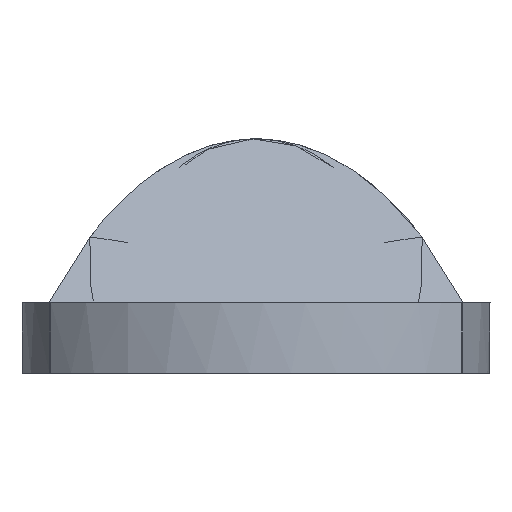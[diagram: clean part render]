
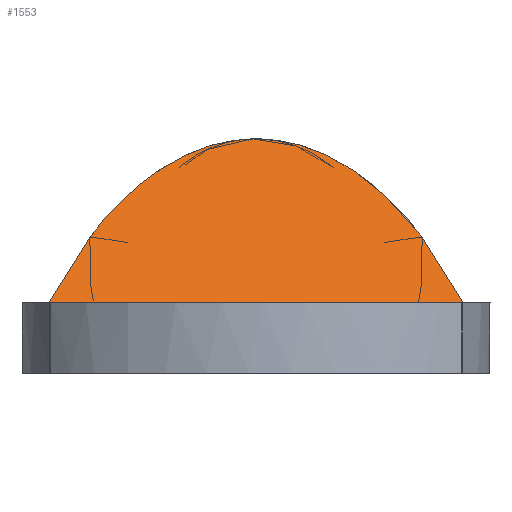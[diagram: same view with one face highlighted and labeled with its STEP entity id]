
A CAD part, left-side view. The second image highlights one B-rep face of the part: STEP entity #1553.
In plain terms, the highlighted free-form (B-spline) face has degree [1, 1] with [2, 2] control points.
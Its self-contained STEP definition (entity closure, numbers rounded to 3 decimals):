
#436=CARTESIAN_POINT('',(-5.0,0.0,4.0));
#437=VERTEX_POINT('',#436);
#908=CARTESIAN_POINT('',(-3.515,3.524,1.228));
#909=VERTEX_POINT('',#908);
#915=CARTESIAN_POINT('',(-3.5,3.536,1.2));
#916=VERTEX_POINT('',#915);
#917=CARTESIAN_POINT('',(-3.5,3.536,1.2));
#918=CARTESIAN_POINT('',(-3.508,3.531,1.215));
#919=CARTESIAN_POINT('',(-3.515,3.524,1.228));
#927=(BOUNDED_CURVE()B_SPLINE_CURVE(2,(#917,#918,#919),.UNSPECIFIED.,.F.,.U.)CURVE()GEOMETRIC_REPRESENTATION_ITEM()QUASI_UNIFORM_CURVE()RATIONAL_B_SPLINE_CURVE((1.0,0.995,1.0))REPRESENTATION_ITEM(''));
#928=EDGE_CURVE('',#916,#909,#927,.T.);
#991=CARTESIAN_POINT('',(-3.5,-3.536,1.2));
#992=VERTEX_POINT('',#991);
#1006=CARTESIAN_POINT('',(-3.515,-3.524,1.228));
#1007=VERTEX_POINT('',#1006);
#1008=CARTESIAN_POINT('',(-3.515,-3.524,1.228));
#1009=CARTESIAN_POINT('',(-3.508,-3.531,1.215));
#1010=CARTESIAN_POINT('',(-3.5,-3.536,1.2));
#1018=(BOUNDED_CURVE()B_SPLINE_CURVE(2,(#1008,#1009,#1010),.UNSPECIFIED.,.F.,.U.)CURVE()GEOMETRIC_REPRESENTATION_ITEM()QUASI_UNIFORM_CURVE()RATIONAL_B_SPLINE_CURVE((1.0,0.995,1.0))REPRESENTATION_ITEM(''));
#1019=EDGE_CURVE('',#1007,#992,#1018,.T.);
#1079=CARTESIAN_POINT('',(-4.102,-2.835,2.323));
#1080=VERTEX_POINT('',#1079);
#1081=CARTESIAN_POINT('',(-5.0,0.0,4.0));
#1082=CARTESIAN_POINT('',(-5.,-1.56,4.));
#1083=CARTESIAN_POINT('',(-4.102,-2.835,2.323));
#1091=(BOUNDED_CURVE()B_SPLINE_CURVE(2,(#1081,#1082,#1083),.UNSPECIFIED.,.F.,.U.)CURVE()GEOMETRIC_REPRESENTATION_ITEM()QUASI_UNIFORM_CURVE()RATIONAL_B_SPLINE_CURVE((1.0,0.953,1.0))REPRESENTATION_ITEM(''));
#1092=EDGE_CURVE('',#437,#1080,#1091,.T.);
#1407=CARTESIAN_POINT('',(-4.102,2.835,2.323));
#1408=VERTEX_POINT('',#1407);
#1494=CARTESIAN_POINT('',(-4.102,2.835,2.323));
#1495=CARTESIAN_POINT('',(-5.,1.56,4.));
#1496=CARTESIAN_POINT('',(-5.0,0.0,4.0));
#1504=(BOUNDED_CURVE()B_SPLINE_CURVE(2,(#1494,#1495,#1496),.UNSPECIFIED.,.F.,.U.)CURVE()GEOMETRIC_REPRESENTATION_ITEM()QUASI_UNIFORM_CURVE()RATIONAL_B_SPLINE_CURVE((1.0,0.953,1.0))REPRESENTATION_ITEM(''));
#1505=EDGE_CURVE('',#1408,#437,#1504,.T.);
#1511=CARTESIAN_POINT('',(-5.075,-3.889,4.14));
#1512=CARTESIAN_POINT('',(-3.425,-3.889,1.06));
#1513=CARTESIAN_POINT('',(-5.075,3.889,4.14));
#1514=CARTESIAN_POINT('',(-3.425,3.889,1.06));
#1515=B_SPLINE_SURFACE_WITH_KNOTS('',1,1,((#1511,#1513),(#1512,#1514)),.UNSPECIFIED.,.F.,.F.,.U.,(2,2),(2,2),(0.0,3.494),(0.0,7.778),.UNSPECIFIED.);
#1516=CARTESIAN_POINT('',(-4.102,-2.835,2.323));
#1517=CARTESIAN_POINT('',(-3.84,-3.207,1.835));
#1518=CARTESIAN_POINT('',(-3.515,-3.524,1.228));
#1526=(BOUNDED_CURVE()B_SPLINE_CURVE(2,(#1516,#1517,#1518),.UNSPECIFIED.,.F.,.U.)CURVE()GEOMETRIC_REPRESENTATION_ITEM()QUASI_UNIFORM_CURVE()RATIONAL_B_SPLINE_CURVE((1.0,0.996,1.0))REPRESENTATION_ITEM(''));
#1527=EDGE_CURVE('',#1080,#1007,#1526,.T.);
#1528=ORIENTED_EDGE('',*,*,#1527,.T.);
#1529=ORIENTED_EDGE('',*,*,#1019,.T.);
#1530=CARTESIAN_POINT('',(-3.5,-3.536,1.2));
#1531=CARTESIAN_POINT('',(-3.5,3.536,1.2));
#1532=QUASI_UNIFORM_CURVE('',1,(#1530,#1531),.UNSPECIFIED.,.F.,.U.);
#1533=EDGE_CURVE('',#992,#916,#1532,.T.);
#1534=ORIENTED_EDGE('',*,*,#1533,.T.);
#1535=ORIENTED_EDGE('',*,*,#928,.T.);
#1536=CARTESIAN_POINT('',(-3.515,3.524,1.228));
#1537=CARTESIAN_POINT('',(-3.84,3.207,1.835));
#1538=CARTESIAN_POINT('',(-4.102,2.835,2.323));
#1546=(BOUNDED_CURVE()B_SPLINE_CURVE(2,(#1536,#1537,#1538),.UNSPECIFIED.,.F.,.U.)CURVE()GEOMETRIC_REPRESENTATION_ITEM()QUASI_UNIFORM_CURVE()RATIONAL_B_SPLINE_CURVE((1.0,0.996,1.0))REPRESENTATION_ITEM(''));
#1547=EDGE_CURVE('',#909,#1408,#1546,.T.);
#1548=ORIENTED_EDGE('',*,*,#1547,.T.);
#1549=ORIENTED_EDGE('',*,*,#1505,.T.);
#1550=ORIENTED_EDGE('',*,*,#1092,.T.);
#1551=EDGE_LOOP('',(#1528,#1529,#1534,#1535,#1548,#1549,#1550));
#1552=FACE_OUTER_BOUND('',#1551,.T.);
#1553=ADVANCED_FACE('',(#1552),#1515,.T.);
